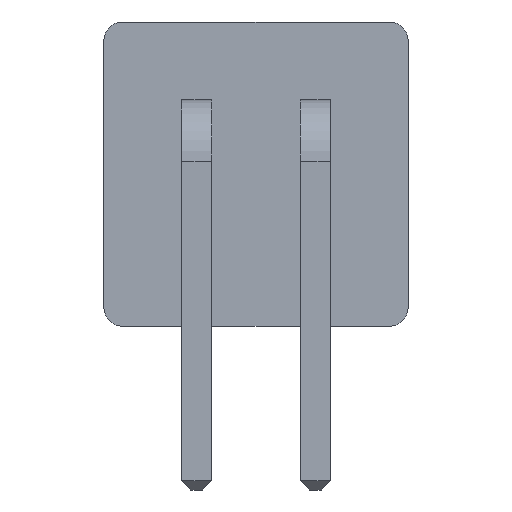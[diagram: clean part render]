
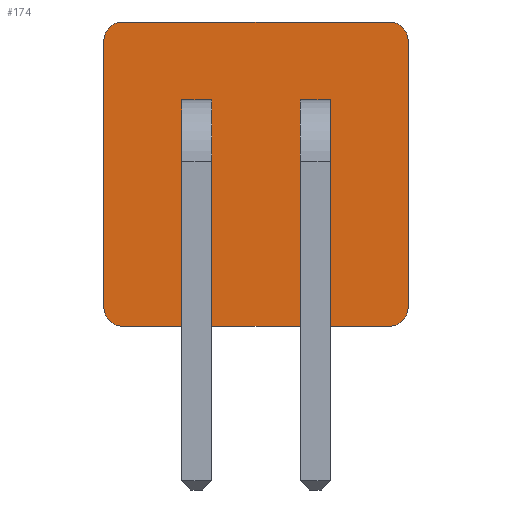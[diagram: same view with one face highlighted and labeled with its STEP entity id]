
A CAD part, front view. The second image highlights one B-rep face of the part: STEP entity #174.
In plain terms, the highlighted planar face has unit normal (0, -1, 0).
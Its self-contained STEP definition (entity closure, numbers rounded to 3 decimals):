
#32 = VERTEX_POINT('',#33);
#33 = CARTESIAN_POINT('',(-1.58,1.52,6.5));
#39 = EDGE_CURVE('',#32,#40,#42,.T.);
#40 = VERTEX_POINT('',#41);
#41 = CARTESIAN_POINT('',(4.12,1.52,6.5));
#42 = LINE('',#43,#44);
#43 = CARTESIAN_POINT('',(-1.98,1.52,6.5));
#44 = VECTOR('',#45,1.);
#45 = DIRECTION('',(1.,0.,0.));
#130 = VERTEX_POINT('',#131);
#131 = CARTESIAN_POINT('',(-1.98,1.52,6.1));
#137 = EDGE_CURVE('',#32,#130,#138,.T.);
#138 = CIRCLE('',#139,0.4);
#139 = AXIS2_PLACEMENT_3D('',#140,#141,#142);
#140 = CARTESIAN_POINT('',(-1.58,1.52,6.1));
#141 = DIRECTION('',(0.,-1.,0.));
#142 = DIRECTION('',(-1.,0.,0.));
#155 = VERTEX_POINT('',#156);
#156 = CARTESIAN_POINT('',(4.52,1.52,6.1));
#162 = EDGE_CURVE('',#40,#155,#163,.T.);
#163 = CIRCLE('',#164,0.4);
#164 = AXIS2_PLACEMENT_3D('',#165,#166,#167);
#165 = CARTESIAN_POINT('',(4.12,1.52,6.1));
#166 = DIRECTION('',(0.,1.,0.));
#167 = DIRECTION('',(-1.,0.,0.));
#174 = ADVANCED_FACE('',(#175,#220,#254,#288,#322),#356,.F.);
#175 = FACE_BOUND('',#176,.F.);
#176 = EDGE_LOOP('',(#177,#178,#179,#187,#196,#204,#213,#219));
#177 = ORIENTED_EDGE('',*,*,#39,.T.);
#178 = ORIENTED_EDGE('',*,*,#162,.T.);
#179 = ORIENTED_EDGE('',*,*,#180,.T.);
#180 = EDGE_CURVE('',#155,#181,#183,.T.);
#181 = VERTEX_POINT('',#182);
#182 = CARTESIAN_POINT('',(4.52,1.52,0.4));
#183 = LINE('',#184,#185);
#184 = CARTESIAN_POINT('',(4.52,1.52,6.5));
#185 = VECTOR('',#186,1.);
#186 = DIRECTION('',(0.,0.,-1.));
#187 = ORIENTED_EDGE('',*,*,#188,.T.);
#188 = EDGE_CURVE('',#181,#189,#191,.T.);
#189 = VERTEX_POINT('',#190);
#190 = CARTESIAN_POINT('',(4.12,1.52,0.));
#191 = CIRCLE('',#192,0.4);
#192 = AXIS2_PLACEMENT_3D('',#193,#194,#195);
#193 = CARTESIAN_POINT('',(4.12,1.52,0.4));
#194 = DIRECTION('',(0.,1.,0.));
#195 = DIRECTION('',(-1.,0.,0.));
#196 = ORIENTED_EDGE('',*,*,#197,.T.);
#197 = EDGE_CURVE('',#189,#198,#200,.T.);
#198 = VERTEX_POINT('',#199);
#199 = CARTESIAN_POINT('',(-1.58,1.52,0.));
#200 = LINE('',#201,#202);
#201 = CARTESIAN_POINT('',(4.52,1.52,0.));
#202 = VECTOR('',#203,1.);
#203 = DIRECTION('',(-1.,0.,0.));
#204 = ORIENTED_EDGE('',*,*,#205,.T.);
#205 = EDGE_CURVE('',#198,#206,#208,.T.);
#206 = VERTEX_POINT('',#207);
#207 = CARTESIAN_POINT('',(-1.98,1.52,0.4));
#208 = CIRCLE('',#209,0.4);
#209 = AXIS2_PLACEMENT_3D('',#210,#211,#212);
#210 = CARTESIAN_POINT('',(-1.58,1.52,0.4));
#211 = DIRECTION('',(0.,1.,0.));
#212 = DIRECTION('',(-1.,0.,0.));
#213 = ORIENTED_EDGE('',*,*,#214,.T.);
#214 = EDGE_CURVE('',#206,#130,#215,.T.);
#215 = LINE('',#216,#217);
#216 = CARTESIAN_POINT('',(-1.98,1.52,0.));
#217 = VECTOR('',#218,1.);
#218 = DIRECTION('',(0.,0.,1.));
#219 = ORIENTED_EDGE('',*,*,#137,.F.);
#220 = FACE_BOUND('',#221,.F.);
#221 = EDGE_LOOP('',(#222,#232,#240,#248));
#222 = ORIENTED_EDGE('',*,*,#223,.T.);
#223 = EDGE_CURVE('',#224,#226,#228,.T.);
#224 = VERTEX_POINT('',#225);
#225 = CARTESIAN_POINT('',(2.86,1.52,2.3));
#226 = VERTEX_POINT('',#227);
#227 = CARTESIAN_POINT('',(2.22,1.52,2.3));
#228 = LINE('',#229,#230);
#229 = CARTESIAN_POINT('',(2.065,1.52,2.3));
#230 = VECTOR('',#231,1.);
#231 = DIRECTION('',(-1.,0.,0.));
#232 = ORIENTED_EDGE('',*,*,#233,.T.);
#233 = EDGE_CURVE('',#226,#234,#236,.T.);
#234 = VERTEX_POINT('',#235);
#235 = CARTESIAN_POINT('',(2.22,1.52,1.66));
#236 = LINE('',#237,#238);
#237 = CARTESIAN_POINT('',(2.22,1.52,2.775));
#238 = VECTOR('',#239,1.);
#239 = DIRECTION('',(0.,0.,-1.));
#240 = ORIENTED_EDGE('',*,*,#241,.T.);
#241 = EDGE_CURVE('',#234,#242,#244,.T.);
#242 = VERTEX_POINT('',#243);
#243 = CARTESIAN_POINT('',(2.86,1.52,1.66));
#244 = LINE('',#245,#246);
#245 = CARTESIAN_POINT('',(1.745,1.52,1.66));
#246 = VECTOR('',#247,1.);
#247 = DIRECTION('',(1.,0.,0.));
#248 = ORIENTED_EDGE('',*,*,#249,.T.);
#249 = EDGE_CURVE('',#242,#224,#250,.T.);
#250 = LINE('',#251,#252);
#251 = CARTESIAN_POINT('',(2.86,1.52,2.455));
#252 = VECTOR('',#253,1.);
#253 = DIRECTION('',(0.,0.,1.));
#254 = FACE_BOUND('',#255,.F.);
#255 = EDGE_LOOP('',(#256,#266,#274,#282));
#256 = ORIENTED_EDGE('',*,*,#257,.T.);
#257 = EDGE_CURVE('',#258,#260,#262,.T.);
#258 = VERTEX_POINT('',#259);
#259 = CARTESIAN_POINT('',(2.86,1.52,4.84));
#260 = VERTEX_POINT('',#261);
#261 = CARTESIAN_POINT('',(2.22,1.52,4.84));
#262 = LINE('',#263,#264);
#263 = CARTESIAN_POINT('',(2.065,1.52,4.84));
#264 = VECTOR('',#265,1.);
#265 = DIRECTION('',(-1.,0.,0.));
#266 = ORIENTED_EDGE('',*,*,#267,.T.);
#267 = EDGE_CURVE('',#260,#268,#270,.T.);
#268 = VERTEX_POINT('',#269);
#269 = CARTESIAN_POINT('',(2.22,1.52,4.2));
#270 = LINE('',#271,#272);
#271 = CARTESIAN_POINT('',(2.22,1.52,4.045));
#272 = VECTOR('',#273,1.);
#273 = DIRECTION('',(0.,0.,-1.));
#274 = ORIENTED_EDGE('',*,*,#275,.T.);
#275 = EDGE_CURVE('',#268,#276,#278,.T.);
#276 = VERTEX_POINT('',#277);
#277 = CARTESIAN_POINT('',(2.86,1.52,4.2));
#278 = LINE('',#279,#280);
#279 = CARTESIAN_POINT('',(1.745,1.52,4.2));
#280 = VECTOR('',#281,1.);
#281 = DIRECTION('',(1.,0.,0.));
#282 = ORIENTED_EDGE('',*,*,#283,.T.);
#283 = EDGE_CURVE('',#276,#258,#284,.T.);
#284 = LINE('',#285,#286);
#285 = CARTESIAN_POINT('',(2.86,1.52,3.725));
#286 = VECTOR('',#287,1.);
#287 = DIRECTION('',(0.,0.,1.));
#288 = FACE_BOUND('',#289,.F.);
#289 = EDGE_LOOP('',(#290,#300,#308,#316));
#290 = ORIENTED_EDGE('',*,*,#291,.T.);
#291 = EDGE_CURVE('',#292,#294,#296,.T.);
#292 = VERTEX_POINT('',#293);
#293 = CARTESIAN_POINT('',(0.32,1.52,4.84));
#294 = VERTEX_POINT('',#295);
#295 = CARTESIAN_POINT('',(-0.32,1.52,4.84));
#296 = LINE('',#297,#298);
#297 = CARTESIAN_POINT('',(0.795,1.52,4.84));
#298 = VECTOR('',#299,1.);
#299 = DIRECTION('',(-1.,0.,0.));
#300 = ORIENTED_EDGE('',*,*,#301,.T.);
#301 = EDGE_CURVE('',#294,#302,#304,.T.);
#302 = VERTEX_POINT('',#303);
#303 = CARTESIAN_POINT('',(-0.32,1.52,4.2));
#304 = LINE('',#305,#306);
#305 = CARTESIAN_POINT('',(-0.32,1.52,4.045));
#306 = VECTOR('',#307,1.);
#307 = DIRECTION('',(0.,0.,-1.));
#308 = ORIENTED_EDGE('',*,*,#309,.T.);
#309 = EDGE_CURVE('',#302,#310,#312,.T.);
#310 = VERTEX_POINT('',#311);
#311 = CARTESIAN_POINT('',(0.32,1.52,4.2));
#312 = LINE('',#313,#314);
#313 = CARTESIAN_POINT('',(0.475,1.52,4.2));
#314 = VECTOR('',#315,1.);
#315 = DIRECTION('',(1.,0.,0.));
#316 = ORIENTED_EDGE('',*,*,#317,.T.);
#317 = EDGE_CURVE('',#310,#292,#318,.T.);
#318 = LINE('',#319,#320);
#319 = CARTESIAN_POINT('',(0.32,1.52,3.725));
#320 = VECTOR('',#321,1.);
#321 = DIRECTION('',(0.,0.,1.));
#322 = FACE_BOUND('',#323,.F.);
#323 = EDGE_LOOP('',(#324,#334,#342,#350));
#324 = ORIENTED_EDGE('',*,*,#325,.T.);
#325 = EDGE_CURVE('',#326,#328,#330,.T.);
#326 = VERTEX_POINT('',#327);
#327 = CARTESIAN_POINT('',(0.32,1.52,2.3));
#328 = VERTEX_POINT('',#329);
#329 = CARTESIAN_POINT('',(-0.32,1.52,2.3));
#330 = LINE('',#331,#332);
#331 = CARTESIAN_POINT('',(0.795,1.52,2.3));
#332 = VECTOR('',#333,1.);
#333 = DIRECTION('',(-1.,0.,0.));
#334 = ORIENTED_EDGE('',*,*,#335,.T.);
#335 = EDGE_CURVE('',#328,#336,#338,.T.);
#336 = VERTEX_POINT('',#337);
#337 = CARTESIAN_POINT('',(-0.32,1.52,1.66));
#338 = LINE('',#339,#340);
#339 = CARTESIAN_POINT('',(-0.32,1.52,2.775));
#340 = VECTOR('',#341,1.);
#341 = DIRECTION('',(0.,0.,-1.));
#342 = ORIENTED_EDGE('',*,*,#343,.T.);
#343 = EDGE_CURVE('',#336,#344,#346,.T.);
#344 = VERTEX_POINT('',#345);
#345 = CARTESIAN_POINT('',(0.32,1.52,1.66));
#346 = LINE('',#347,#348);
#347 = CARTESIAN_POINT('',(0.475,1.52,1.66));
#348 = VECTOR('',#349,1.);
#349 = DIRECTION('',(1.,0.,0.));
#350 = ORIENTED_EDGE('',*,*,#351,.T.);
#351 = EDGE_CURVE('',#344,#326,#352,.T.);
#352 = LINE('',#353,#354);
#353 = CARTESIAN_POINT('',(0.32,1.52,2.455));
#354 = VECTOR('',#355,1.);
#355 = DIRECTION('',(0.,0.,1.));
#356 = PLANE('',#357);
#357 = AXIS2_PLACEMENT_3D('',#358,#359,#360);
#358 = CARTESIAN_POINT('',(1.27,1.52,3.25));
#359 = DIRECTION('',(0.,1.,0.));
#360 = DIRECTION('',(0.,0.,-1.));
